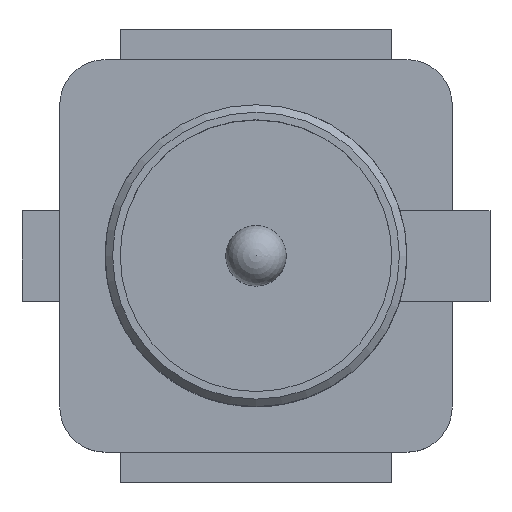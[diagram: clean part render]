
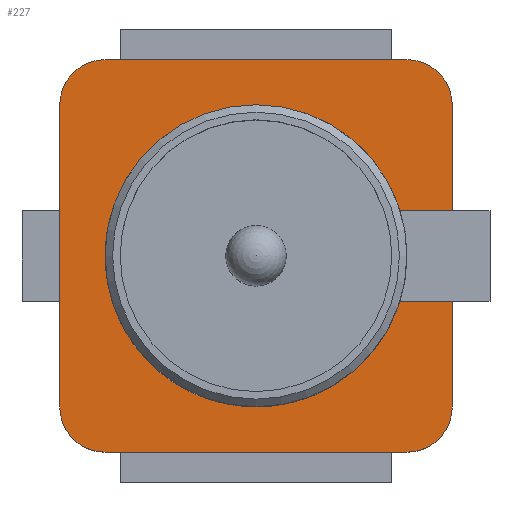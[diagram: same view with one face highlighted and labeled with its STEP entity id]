
A CAD part, top view. The second image highlights one B-rep face of the part: STEP entity #227.
In plain terms, the highlighted planar face has unit normal (0, 0, 1).
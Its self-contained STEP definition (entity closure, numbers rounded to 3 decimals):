
#13=DIRECTION('',(0.,0.,1.));
#29=DIRECTION('',(0.,-1.,0.));
#30=DIRECTION('',(1.,0.,0.));
#67=AXIS2_PLACEMENT_3D('',#68,#69,#70);
#68=CARTESIAN_POINT('',(0.,0.,0.35));
#69=DIRECTION('',(0.,0.,-1.));
#70=DIRECTION('',(0.,1.,0.));
#74=PLANE('',#75);
#75=AXIS2_PLACEMENT_3D('',#76,#13,#30);
#76=CARTESIAN_POINT('',(-1.3,-1.3,0.35));
#210=VERTEX_POINT('',#211);
#211=CARTESIAN_POINT('',(0.,1.,0.35));
#215=EDGE_CURVE('',#216,#210,#218,.T.);
#216=VERTEX_POINT('',#217);
#217=CARTESIAN_POINT('',(0.954,-0.3,0.35));
#218=CIRCLE('',#67,1.);
#221=VERTEX_POINT('',#222);
#222=CARTESIAN_POINT('',(0.954,0.3,0.35));
#224=EDGE_CURVE('',#210,#221,#218,.T.);
#227=ADVANCED_FACE('',(#228),#74,.T.);
#228=FACE_BOUND('',#229,.T.);
#229=EDGE_LOOP('',(#230,#239,#246,#252,#260,#266,#270,#271,#272,#278,    #282,#289,#295));
#230=ORIENTED_EDGE('',*,*,#231,.F.);
#231=EDGE_CURVE('',#232,#234,#236,.T.);
#232=VERTEX_POINT('',#233);
#233=CARTESIAN_POINT('',(-1.3,-1.,0.35));
#234=VERTEX_POINT('',#235);
#235=CARTESIAN_POINT('',(-1.3,1.,0.35));
#236=LINE('',#76,#237);
#237=VECTOR('',#238,1.);
#238=DIRECTION('',(0.,1.,0.));
#239=ORIENTED_EDGE('',*,*,#240,.T.);
#240=EDGE_CURVE('',#232,#241,#243,.T.);
#241=VERTEX_POINT('',#242);
#242=CARTESIAN_POINT('',(-1.,-1.3,0.35));
#243=CIRCLE('',#244,0.3);
#244=AXIS2_PLACEMENT_3D('',#245,#13,#29);
#245=CARTESIAN_POINT('',(-1.,-1.,0.35));
#246=ORIENTED_EDGE('',*,*,#247,.T.);
#247=EDGE_CURVE('',#241,#248,#250,.T.);
#248=VERTEX_POINT('',#249);
#249=CARTESIAN_POINT('',(1.,-1.3,0.35));
#250=LINE('',#76,#251);
#251=VECTOR('',#30,1.);
#252=ORIENTED_EDGE('',*,*,#253,.F.);
#253=EDGE_CURVE('',#254,#248,#256,.T.);
#254=VERTEX_POINT('',#255);
#255=CARTESIAN_POINT('',(1.3,-1.,0.35));
#256=CIRCLE('',#257,0.3);
#257=AXIS2_PLACEMENT_3D('',#258,#259,#29);
#258=CARTESIAN_POINT('',(1.,-1.,0.35));
#259=DIRECTION('',(-0.,0.,-1.));
#260=ORIENTED_EDGE('',*,*,#261,.T.);
#261=EDGE_CURVE('',#254,#262,#264,.T.);
#262=VERTEX_POINT('',#263);
#263=CARTESIAN_POINT('',(1.3,-0.3,0.35));
#264=LINE('',#265,#237);
#265=CARTESIAN_POINT('',(1.3,-1.3,0.35));
#266=ORIENTED_EDGE('',*,*,#267,.F.);
#267=EDGE_CURVE('',#216,#262,#268,.T.);
#268=LINE('',#269,#251);
#269=CARTESIAN_POINT('',(0.95,-0.3,0.35));
#270=ORIENTED_EDGE('',*,*,#215,.T.);
#271=ORIENTED_EDGE('',*,*,#224,.T.);
#272=ORIENTED_EDGE('',*,*,#273,.T.);
#273=EDGE_CURVE('',#221,#274,#276,.T.);
#274=VERTEX_POINT('',#275);
#275=CARTESIAN_POINT('',(1.3,0.3,0.35));
#276=LINE('',#277,#251);
#277=CARTESIAN_POINT('',(0.95,0.3,0.35));
#278=ORIENTED_EDGE('',*,*,#279,.T.);
#279=EDGE_CURVE('',#274,#280,#264,.T.);
#280=VERTEX_POINT('',#281);
#281=CARTESIAN_POINT('',(1.3,1.,0.35));
#282=ORIENTED_EDGE('',*,*,#283,.T.);
#283=EDGE_CURVE('',#280,#284,#286,.T.);
#284=VERTEX_POINT('',#285);
#285=CARTESIAN_POINT('',(1.,1.3,0.35));
#286=CIRCLE('',#287,0.3);
#287=AXIS2_PLACEMENT_3D('',#288,#13,#29);
#288=CARTESIAN_POINT('',(1.,1.,0.35));
#289=ORIENTED_EDGE('',*,*,#290,.F.);
#290=EDGE_CURVE('',#291,#284,#293,.T.);
#291=VERTEX_POINT('',#292);
#292=CARTESIAN_POINT('',(-1.,1.3,0.35));
#293=LINE('',#294,#251);
#294=CARTESIAN_POINT('',(-1.3,1.3,0.35));
#295=ORIENTED_EDGE('',*,*,#296,.F.);
#296=EDGE_CURVE('',#234,#291,#297,.T.);
#297=CIRCLE('',#298,0.3);
#298=AXIS2_PLACEMENT_3D('',#299,#259,#29);
#299=CARTESIAN_POINT('',(-1.,1.,0.35));
